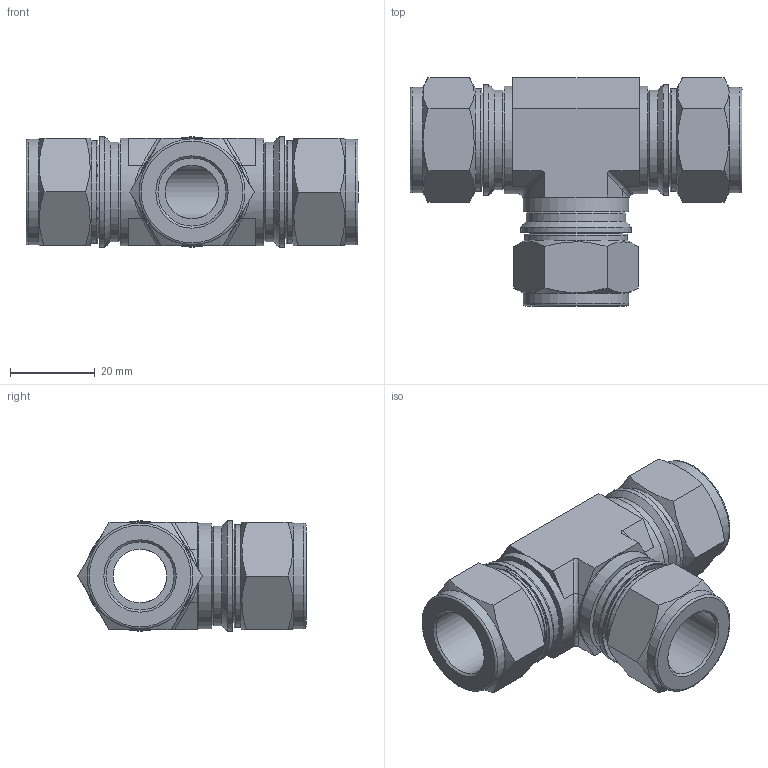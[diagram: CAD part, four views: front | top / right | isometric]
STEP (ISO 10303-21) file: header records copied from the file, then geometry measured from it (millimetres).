
FILE_DESCRIPTION(/* description */ (''),/* implementation_level */ '2;1');
FILE_NAME(/* name */ 'SUTI-10.stp',/* time_stamp */ '2022-07-11T10:13:33+09:00',/* author */ ('user'),/* organization */ (''),/* preprocessor_version */ 'ST-DEVELOPER v18.1',/* originating_system */ 'Autodesk Inventor 2022',/* authorisation */ '');
FILE_SCHEMA (('AUTOMOTIVE_DESIGN { 1 0 10303 214 3 1 1 }'));
Length unit declared in the file: millimetre
Products named in the file (1): SUT-10
Bounding box: 78.45 x 53.89 x 26.1 mm (x, y, z)
Volume: 35620.9 mm3; surface area: 18118.2 mm2
Topology: 1 solids, 1 shells, 129 faces, 286 edges, 174 vertices
Faces by surface type: plane 59, cylinder 37, cone 24, torus 7, bspline 2
Full cylindrical faces by diameter (mm): 12.7 x2, 16.1 x3, 20.4 x3, 20.8 x3, 22.22 x3, 23.5 x3, 24.3 x3, 25 x4, 25.4 x2, 26.1 x3
Entity records: 3630 total; most frequent: CARTESIAN_POINT 746, DIRECTION 627, ORIENTED_EDGE 572, EDGE_CURVE 286, AXIS2_PLACEMENT_3D 251, VERTEX_POINT 174, EDGE_LOOP 148, FACE_OUTER_BOUND 129
